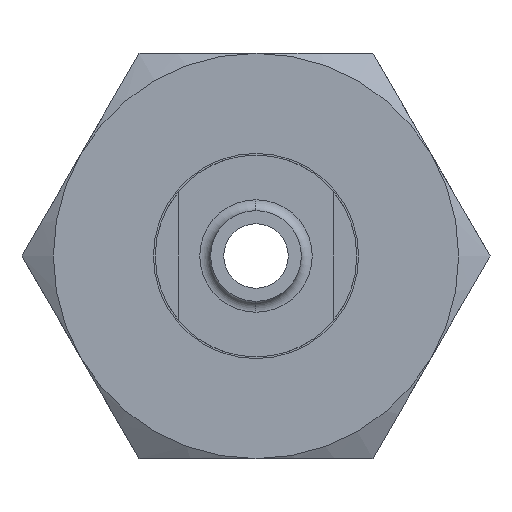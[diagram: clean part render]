
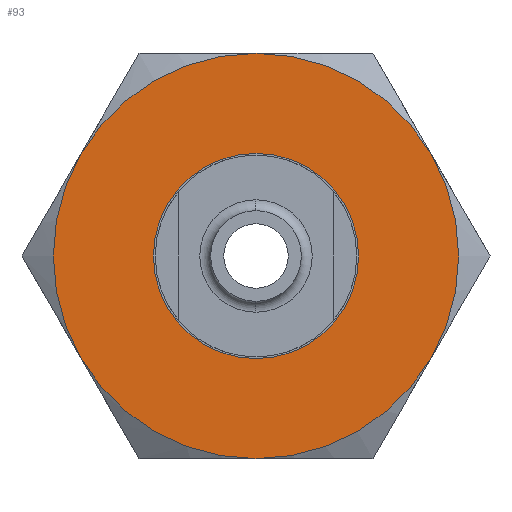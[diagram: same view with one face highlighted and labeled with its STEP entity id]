
A CAD part, left-side view. The second image highlights one B-rep face of the part: STEP entity #93.
In plain terms, the highlighted planar face has unit normal (-1, 0, 0).
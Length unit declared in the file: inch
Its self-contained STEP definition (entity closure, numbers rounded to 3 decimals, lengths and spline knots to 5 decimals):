
#52 = DIRECTION ( 'NONE',  ( 1., 0., 0. ) ) ;
#93 = ADVANCED_FACE ( 'NONE', ( #10914, #12232 ), #1570, .T. ) ;
#102 = EDGE_LOOP ( 'NONE', ( #4569, #697, #6773, #296, #3995, #5475 ) ) ;
#244 = EDGE_CURVE ( 'NONE', #5569, #9404, #7074, .T. ) ;
#296 = ORIENTED_EDGE ( 'NONE', *, *, #5933, .F. ) ;
#428 = CARTESIAN_POINT ( 'NONE',  ( -0.9445, 0., 0. ) ) ;
#697 = ORIENTED_EDGE ( 'NONE', *, *, #12506, .F. ) ;
#853 = EDGE_LOOP ( 'NONE', ( #6029, #2876 ) ) ;
#1352 = EDGE_CURVE ( 'NONE', #6600, #7024, #4565, .T. ) ;
#1570 = PLANE ( 'NONE',  #5045 ) ;
#1625 = CARTESIAN_POINT ( 'NONE',  ( -0.9445, 0., 0. ) ) ;
#2114 = DIRECTION ( 'NONE',  ( 0., 0., -1. ) ) ;
#2139 = CARTESIAN_POINT ( 'NONE',  ( -0.9445, 0., -0.5625 ) ) ;
#2245 = AXIS2_PLACEMENT_3D ( 'NONE', #12958, #4341, #9667 ) ;
#2313 = CIRCLE ( 'NONE', #2245, 0.5625 ) ;
#2669 = AXIS2_PLACEMENT_3D ( 'NONE', #8141, #9156, #2114 ) ;
#2688 = DIRECTION ( 'NONE',  ( 0., 0., -1. ) ) ;
#2698 = CIRCLE ( 'NONE', #4465, 0.5625 ) ;
#2876 = ORIENTED_EDGE ( 'NONE', *, *, #8171, .T. ) ;
#3359 = CARTESIAN_POINT ( 'NONE',  ( -0.9445, 0., 0.28475 ) ) ;
#3487 = CARTESIAN_POINT ( 'NONE',  ( -0.9445, 0., 0.5625 ) ) ;
#3563 = EDGE_CURVE ( 'NONE', #7846, #5569, #7389, .T. ) ;
#3593 = CARTESIAN_POINT ( 'NONE',  ( -0.9445, 0., 0. ) ) ;
#3995 = ORIENTED_EDGE ( 'NONE', *, *, #4075, .F. ) ;
#4075 = EDGE_CURVE ( 'NONE', #9404, #7614, #7468, .T. ) ;
#4107 = DIRECTION ( 'NONE',  ( 0., 0., 1. ) ) ;
#4341 = DIRECTION ( 'NONE',  ( 1., 0., 0. ) ) ;
#4465 = AXIS2_PLACEMENT_3D ( 'NONE', #428, #5764, #5809 ) ;
#4565 = CIRCLE ( 'NONE', #13309, 0.5625 ) ;
#4569 = ORIENTED_EDGE ( 'NONE', *, *, #3563, .F. ) ;
#4647 = DIRECTION ( 'NONE',  ( 1., 0., 0. ) ) ;
#5045 = AXIS2_PLACEMENT_3D ( 'NONE', #7616, #7719, #4107 ) ;
#5475 = ORIENTED_EDGE ( 'NONE', *, *, #244, .F. ) ;
#5569 = VERTEX_POINT ( 'NONE', #11126 ) ;
#5764 = DIRECTION ( 'NONE',  ( 1., 0., 0. ) ) ;
#5778 = CIRCLE ( 'NONE', #2669, 0.28475 ) ;
#5809 = DIRECTION ( 'NONE',  ( 0., 0., -1. ) ) ;
#5933 = EDGE_CURVE ( 'NONE', #7614, #6600, #2313, .T. ) ;
#6029 = ORIENTED_EDGE ( 'NONE', *, *, #11218, .T. ) ;
#6600 = VERTEX_POINT ( 'NONE', #11761 ) ;
#6773 = ORIENTED_EDGE ( 'NONE', *, *, #1352, .F. ) ;
#6816 = DIRECTION ( 'NONE',  ( 1., 0., 0. ) ) ;
#7024 = VERTEX_POINT ( 'NONE', #9981 ) ;
#7074 = CIRCLE ( 'NONE', #12164, 0.5625 ) ;
#7145 = DIRECTION ( 'NONE',  ( 1., 0., 0. ) ) ;
#7389 = CIRCLE ( 'NONE', #9234, 0.5625 ) ;
#7468 = CIRCLE ( 'NONE', #12086, 0.5625 ) ;
#7614 = VERTEX_POINT ( 'NONE', #3487 ) ;
#7616 = CARTESIAN_POINT ( 'NONE',  ( -0.9445, 0.28475, 0. ) ) ;
#7719 = DIRECTION ( 'NONE',  ( -1., 0., 0. ) ) ;
#7846 = VERTEX_POINT ( 'NONE', #2139 ) ;
#8141 = CARTESIAN_POINT ( 'NONE',  ( -0.9445, 0., 0. ) ) ;
#8171 = EDGE_CURVE ( 'NONE', #8779, #9916, #5778, .T. ) ;
#8364 = AXIS2_PLACEMENT_3D ( 'NONE', #3593, #4647, #13137 ) ;
#8657 = CARTESIAN_POINT ( 'NONE',  ( -0.9445, 0.48714, 0.28125 ) ) ;
#8779 = VERTEX_POINT ( 'NONE', #3359 ) ;
#9156 = DIRECTION ( 'NONE',  ( 1., 0., 0. ) ) ;
#9234 = AXIS2_PLACEMENT_3D ( 'NONE', #12668, #13732, #10599 ) ;
#9404 = VERTEX_POINT ( 'NONE', #8657 ) ;
#9667 = DIRECTION ( 'NONE',  ( 0., 0., -1. ) ) ;
#9916 = VERTEX_POINT ( 'NONE', #13029 ) ;
#9981 = CARTESIAN_POINT ( 'NONE',  ( -0.9445, -0.48714, -0.28125 ) ) ;
#10599 = DIRECTION ( 'NONE',  ( 0., 0., -1. ) ) ;
#10914 = FACE_BOUND ( 'NONE', #853, .T. ) ;
#11126 = CARTESIAN_POINT ( 'NONE',  ( -0.9445, 0.48714, -0.28125 ) ) ;
#11218 = EDGE_CURVE ( 'NONE', #9916, #8779, #11872, .T. ) ;
#11660 = CARTESIAN_POINT ( 'NONE',  ( -0.9445, 0., 0. ) ) ;
#11755 = DIRECTION ( 'NONE',  ( 0., 0., -1. ) ) ;
#11761 = CARTESIAN_POINT ( 'NONE',  ( -0.9445, -0.48714, 0.28125 ) ) ;
#11872 = CIRCLE ( 'NONE', #8364, 0.28475 ) ;
#12086 = AXIS2_PLACEMENT_3D ( 'NONE', #12575, #7145, #12433 ) ;
#12164 = AXIS2_PLACEMENT_3D ( 'NONE', #11660, #52, #11755 ) ;
#12232 = FACE_OUTER_BOUND ( 'NONE', #102, .T. ) ;
#12433 = DIRECTION ( 'NONE',  ( 0., 0., -1. ) ) ;
#12506 = EDGE_CURVE ( 'NONE', #7024, #7846, #2698, .T. ) ;
#12575 = CARTESIAN_POINT ( 'NONE',  ( -0.9445, 0., 0. ) ) ;
#12668 = CARTESIAN_POINT ( 'NONE',  ( -0.9445, 0., 0. ) ) ;
#12958 = CARTESIAN_POINT ( 'NONE',  ( -0.9445, 0., 0. ) ) ;
#13029 = CARTESIAN_POINT ( 'NONE',  ( -0.9445, 0., -0.28475 ) ) ;
#13137 = DIRECTION ( 'NONE',  ( 0., 0., -1. ) ) ;
#13309 = AXIS2_PLACEMENT_3D ( 'NONE', #1625, #6816, #2688 ) ;
#13732 = DIRECTION ( 'NONE',  ( 1., 0., 0. ) ) ;
